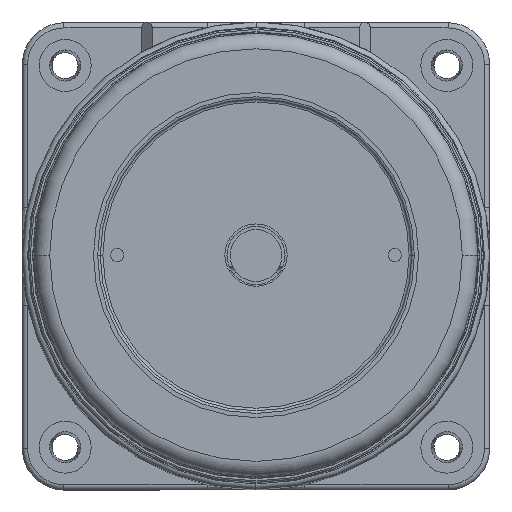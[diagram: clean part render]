
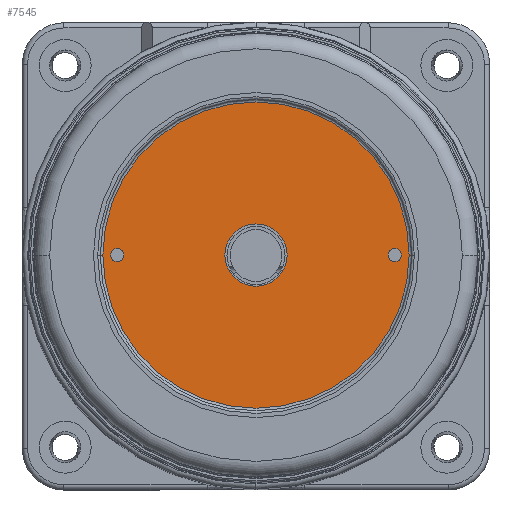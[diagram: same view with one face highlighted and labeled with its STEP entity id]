
A CAD part, top view. The second image highlights one B-rep face of the part: STEP entity #7545.
In plain terms, the highlighted planar face has unit normal (0, 0, 1).
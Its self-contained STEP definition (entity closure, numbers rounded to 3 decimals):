
#29 = VERTEX_POINT ( 'NONE', #8259 ) ;
#223 = PLANE ( 'NONE',  #5279 ) ;
#264 = VERTEX_POINT ( 'NONE', #8236 ) ;
#525 = VERTEX_POINT ( 'NONE', #5748 ) ;
#545 = DIRECTION ( 'NONE',  ( 1., 0., 0. ) ) ;
#613 = DIRECTION ( 'NONE',  ( 0., 0., 1. ) ) ;
#639 = DIRECTION ( 'NONE',  ( 0., 0., 1. ) ) ;
#644 = CARTESIAN_POINT ( 'NONE',  ( -34.668, 15.661, 97.4 ) ) ;
#709 = CARTESIAN_POINT ( 'NONE',  ( -62.668, 15.661, 97.4 ) ) ;
#925 = AXIS2_PLACEMENT_3D ( 'NONE', #644, #3653, #6663 ) ;
#952 = CIRCLE ( 'NONE', #4276, 6. ) ;
#969 = FACE_BOUND ( 'NONE', #4824, .T. ) ;
#1006 = EDGE_LOOP ( 'NONE', ( #3817, #5125 ) ) ;
#1057 = CARTESIAN_POINT ( 'NONE',  ( -61.418, 15.661, 97.4 ) ) ;
#1374 = CARTESIAN_POINT ( 'NONE',  ( -7.918, 15.661, 97.4 ) ) ;
#1608 = AXIS2_PLACEMENT_3D ( 'NONE', #8592, #1853, #4884 ) ;
#1679 = EDGE_CURVE ( 'NONE', #5725, #6611, #5614, .T. ) ;
#1792 = EDGE_LOOP ( 'NONE', ( #2827, #2048 ) ) ;
#1853 = DIRECTION ( 'NONE',  ( 0., 0., -1. ) ) ;
#1964 = DIRECTION ( 'NONE',  ( -1., 0., 0. ) ) ;
#2048 = ORIENTED_EDGE ( 'NONE', *, *, #4866, .T. ) ;
#2519 = CIRCLE ( 'NONE', #8035, 29.5 ) ;
#2671 = EDGE_CURVE ( 'NONE', #29, #525, #952, .T. ) ;
#2698 = VERTEX_POINT ( 'NONE', #709 ) ;
#2819 = AXIS2_PLACEMENT_3D ( 'NONE', #7396, #639, #3650 ) ;
#2827 = ORIENTED_EDGE ( 'NONE', *, *, #3250, .T. ) ;
#3004 = EDGE_CURVE ( 'NONE', #525, #29, #5202, .T. ) ;
#3160 = ORIENTED_EDGE ( 'NONE', *, *, #7433, .T. ) ;
#3232 = CARTESIAN_POINT ( 'NONE',  ( -64.168, 15.661, 97.4 ) ) ;
#3250 = EDGE_CURVE ( 'NONE', #6318, #264, #7077, .T. ) ;
#3406 = CARTESIAN_POINT ( 'NONE',  ( -9.168, 15.661, 97.4 ) ) ;
#3625 = DIRECTION ( 'NONE',  ( 1., 0., 0. ) ) ;
#3650 = DIRECTION ( 'NONE',  ( 1., 0., 0. ) ) ;
#3653 = DIRECTION ( 'NONE',  ( 0., 0., 1. ) ) ;
#3817 = ORIENTED_EDGE ( 'NONE', *, *, #2671, .F. ) ;
#3864 = ORIENTED_EDGE ( 'NONE', *, *, #4080, .T. ) ;
#3979 = FACE_BOUND ( 'NONE', #1006, .T. ) ;
#4074 = DIRECTION ( 'NONE',  ( 0., 0., -1. ) ) ;
#4080 = EDGE_CURVE ( 'NONE', #6611, #5725, #8314, .T. ) ;
#4105 = AXIS2_PLACEMENT_3D ( 'NONE', #1374, #4389, #7391 ) ;
#4276 = AXIS2_PLACEMENT_3D ( 'NONE', #7371, #613, #3625 ) ;
#4297 = CARTESIAN_POINT ( 'NONE',  ( -34.668, 15.661, 97.4 ) ) ;
#4389 = DIRECTION ( 'NONE',  ( 0., 0., -1. ) ) ;
#4480 = AXIS2_PLACEMENT_3D ( 'NONE', #1057, #4074, #7084 ) ;
#4824 = EDGE_LOOP ( 'NONE', ( #3864, #6078 ) ) ;
#4866 = EDGE_CURVE ( 'NONE', #264, #6318, #2519, .T. ) ;
#4884 = DIRECTION ( 'NONE',  ( -1., 0., 0. ) ) ;
#5125 = ORIENTED_EDGE ( 'NONE', *, *, #3004, .F. ) ;
#5202 = CIRCLE ( 'NONE', #925, 6. ) ;
#5279 = AXIS2_PLACEMENT_3D ( 'NONE', #3232, #6239, #9207 ) ;
#5446 = AXIS2_PLACEMENT_3D ( 'NONE', #5722, #8695, #1964 ) ;
#5614 = CIRCLE ( 'NONE', #5446, 1.25 ) ;
#5722 = CARTESIAN_POINT ( 'NONE',  ( -7.918, 15.661, 97.4 ) ) ;
#5725 = VERTEX_POINT ( 'NONE', #3406 ) ;
#5748 = CARTESIAN_POINT ( 'NONE',  ( -40.668, 15.661, 97.4 ) ) ;
#5884 = CIRCLE ( 'NONE', #1608, 1.25 ) ;
#6028 = EDGE_CURVE ( 'NONE', #2698, #8249, #5884, .T. ) ;
#6078 = ORIENTED_EDGE ( 'NONE', *, *, #1679, .T. ) ;
#6239 = DIRECTION ( 'NONE',  ( 0., 0., -1. ) ) ;
#6281 = EDGE_LOOP ( 'NONE', ( #3160, #8367 ) ) ;
#6318 = VERTEX_POINT ( 'NONE', #6741 ) ;
#6611 = VERTEX_POINT ( 'NONE', #7591 ) ;
#6663 = DIRECTION ( 'NONE',  ( 1., 0., 0. ) ) ;
#6741 = CARTESIAN_POINT ( 'NONE',  ( -5.168, 15.661, 97.4 ) ) ;
#6994 = FACE_OUTER_BOUND ( 'NONE', #1792, .T. ) ;
#7077 = CIRCLE ( 'NONE', #2819, 29.5 ) ;
#7084 = DIRECTION ( 'NONE',  ( -1., 0., 0. ) ) ;
#7306 = DIRECTION ( 'NONE',  ( 0., 0., 1. ) ) ;
#7371 = CARTESIAN_POINT ( 'NONE',  ( -34.668, 15.661, 97.4 ) ) ;
#7391 = DIRECTION ( 'NONE',  ( -1., 0., 0. ) ) ;
#7396 = CARTESIAN_POINT ( 'NONE',  ( -34.668, 15.661, 97.4 ) ) ;
#7409 = CARTESIAN_POINT ( 'NONE',  ( -60.168, 15.661, 97.4 ) ) ;
#7433 = EDGE_CURVE ( 'NONE', #8249, #2698, #8700, .T. ) ;
#7545 = ADVANCED_FACE ( 'NONE', ( #7716, #969, #3979, #6994 ), #223, .F. ) ;
#7591 = CARTESIAN_POINT ( 'NONE',  ( -6.668, 15.661, 97.4 ) ) ;
#7716 = FACE_BOUND ( 'NONE', #6281, .T. ) ;
#8035 = AXIS2_PLACEMENT_3D ( 'NONE', #4297, #7306, #545 ) ;
#8236 = CARTESIAN_POINT ( 'NONE',  ( -64.168, 15.661, 97.4 ) ) ;
#8249 = VERTEX_POINT ( 'NONE', #7409 ) ;
#8259 = CARTESIAN_POINT ( 'NONE',  ( -28.668, 15.661, 97.4 ) ) ;
#8314 = CIRCLE ( 'NONE', #4105, 1.25 ) ;
#8367 = ORIENTED_EDGE ( 'NONE', *, *, #6028, .T. ) ;
#8592 = CARTESIAN_POINT ( 'NONE',  ( -61.418, 15.661, 97.4 ) ) ;
#8695 = DIRECTION ( 'NONE',  ( 0., 0., -1. ) ) ;
#8700 = CIRCLE ( 'NONE', #4480, 1.25 ) ;
#9207 = DIRECTION ( 'NONE',  ( -1., 0., 0. ) ) ;
